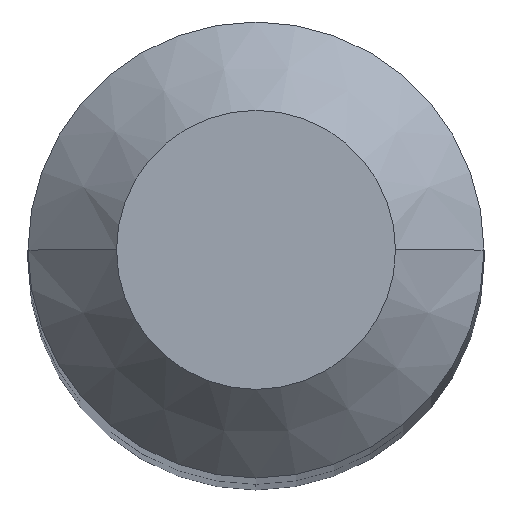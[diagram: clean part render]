
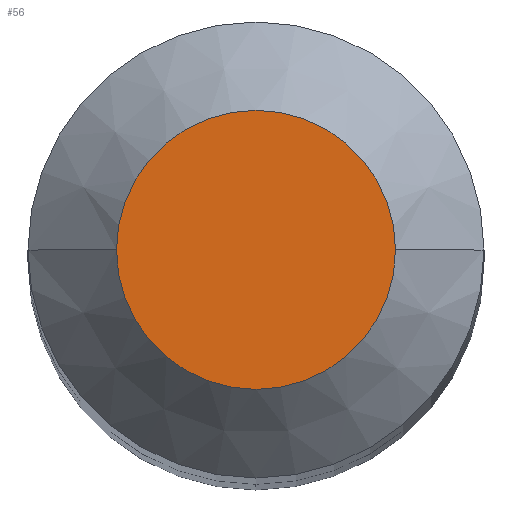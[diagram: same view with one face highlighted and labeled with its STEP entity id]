
A CAD part, top view. The second image highlights one B-rep face of the part: STEP entity #56.
In plain terms, the highlighted planar face has unit normal (0, 0, 1).
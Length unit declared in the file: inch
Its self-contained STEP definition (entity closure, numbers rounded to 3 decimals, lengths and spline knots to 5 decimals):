
#26 = AXIS2_PLACEMENT_3D ( 'NONE', #164, #128, #289 ) ;
#41 = DIRECTION ( 'NONE',  ( 0., 0., 1. ) ) ;
#51 = EDGE_CURVE ( 'NONE', #317, #286, #387, .T. ) ;
#56 = ADVANCED_FACE ( 'NONE', ( #152 ), #365, .F. ) ;
#96 = DIRECTION ( 'NONE',  ( 0., 0., -1. ) ) ;
#126 = DIRECTION ( 'NONE',  ( -1., 0., 0. ) ) ;
#128 = DIRECTION ( 'NONE',  ( 0., 0., 1. ) ) ;
#152 = FACE_OUTER_BOUND ( 'NONE', #330, .T. ) ;
#154 = CARTESIAN_POINT ( 'NONE',  ( 0., 0., 0. ) ) ;
#164 = CARTESIAN_POINT ( 'NONE',  ( 0., 0., 0. ) ) ;
#165 = CIRCLE ( 'NONE', #342, 0.04925 ) ;
#176 = EDGE_CURVE ( 'NONE', #286, #317, #165, .T. ) ;
#214 = DIRECTION ( 'NONE',  ( 1., 0., 0. ) ) ;
#221 = ORIENTED_EDGE ( 'NONE', *, *, #51, .T. ) ;
#242 = ORIENTED_EDGE ( 'NONE', *, *, #176, .T. ) ;
#286 = VERTEX_POINT ( 'NONE', #377 ) ;
#289 = DIRECTION ( 'NONE',  ( 1., 0., 0. ) ) ;
#297 = CARTESIAN_POINT ( 'NONE',  ( 0.04925, 0., 0. ) ) ;
#306 = CARTESIAN_POINT ( 'NONE',  ( 0., 0., 0. ) ) ;
#317 = VERTEX_POINT ( 'NONE', #297 ) ;
#320 = AXIS2_PLACEMENT_3D ( 'NONE', #154, #96, #126 ) ;
#330 = EDGE_LOOP ( 'NONE', ( #242, #221 ) ) ;
#342 = AXIS2_PLACEMENT_3D ( 'NONE', #306, #41, #214 ) ;
#365 = PLANE ( 'NONE',  #320 ) ;
#377 = CARTESIAN_POINT ( 'NONE',  ( -0.04925, 0., 0. ) ) ;
#387 = CIRCLE ( 'NONE', #26, 0.04925 ) ;
